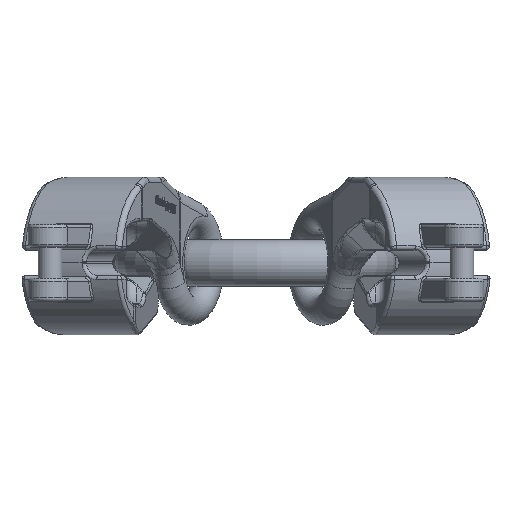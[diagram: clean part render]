
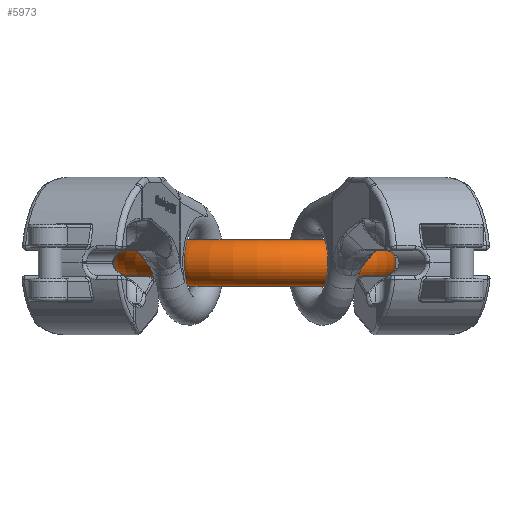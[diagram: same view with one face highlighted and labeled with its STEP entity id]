
A CAD part, front view. The second image highlights one B-rep face of the part: STEP entity #5973.
In plain terms, the highlighted toroidal (fillet/blend) face has major radius 68.5 mm and minor radius 13.5 mm.
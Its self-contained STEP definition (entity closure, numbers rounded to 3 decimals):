
#507=TOROIDAL_SURFACE('',#18253,68.5,13.5);
#5973=ADVANCED_FACE('',(#6796,#6797),#507,.T.);
#6796=FACE_BOUND('',#7344,.T.);
#6797=FACE_BOUND('',#7345,.T.);
#7344=EDGE_LOOP('',(#10289));
#7345=EDGE_LOOP('',(#10290));
#10289=ORIENTED_EDGE('',*,*,#15792,.T.);
#10290=ORIENTED_EDGE('',*,*,#15822,.F.);
#13795=VERTEX_POINT('',#29844);
#13817=VERTEX_POINT('',#30078);
#15792=EDGE_CURVE('',#13795,#13795,#17374,.T.);
#15822=EDGE_CURVE('',#13817,#13817,#17376,.T.);
#17374=CIRCLE('',#18235,13.5);
#17376=CIRCLE('',#18247,13.5);
#18235=AXIS2_PLACEMENT_3D('',#29843,#20735,#20736);
#18247=AXIS2_PLACEMENT_3D('',#30077,#20759,#20760);
#18253=AXIS2_PLACEMENT_3D('',#30087,#20771,#20772);
#20735=DIRECTION('',(0.,-1.,0.));
#20736=DIRECTION('',(-1.,0.,0.));
#20759=DIRECTION('',(0.,1.,0.));
#20760=DIRECTION('',(1.,0.,0.));
#20771=DIRECTION('',(0.,0.,-1.));
#20772=DIRECTION('',(-1.,0.,0.));
#29843=CARTESIAN_POINT('',(68.5,-33.,0.));
#29844=CARTESIAN_POINT('',(55.,-33.,0.));
#30077=CARTESIAN_POINT('',(-68.5,-33.,0.));
#30078=CARTESIAN_POINT('',(-55.,-33.,0.));
#30087=CARTESIAN_POINT('',(0.,-33.,0.));
